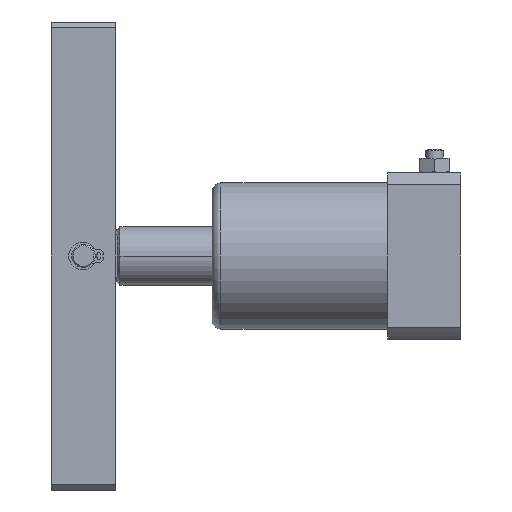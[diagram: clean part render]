
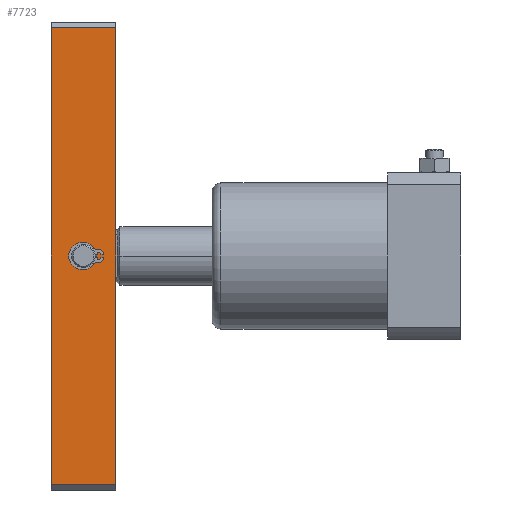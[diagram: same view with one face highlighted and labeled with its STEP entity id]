
A CAD part, left-side view. The second image highlights one B-rep face of the part: STEP entity #7723.
In plain terms, the highlighted face is planar.
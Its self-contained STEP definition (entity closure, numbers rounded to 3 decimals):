
#70 = VERTEX_POINT ( 'NONE', #4204 ) ;
#71 = VERTEX_POINT ( 'NONE', #4225 ) ;
#337 = DIRECTION ( 'NONE',  ( 1., 0., 0. ) ) ;
#500 = CARTESIAN_POINT ( 'NONE',  ( 160., 0., 0. ) ) ;
#958 = ORIENTED_EDGE ( 'NONE', *, *, #6606, .T. ) ;
#959 = ORIENTED_EDGE ( 'NONE', *, *, #6635, .T. ) ;
#960 = ORIENTED_EDGE ( 'NONE', *, *, #6629, .F. ) ;
#961 = ORIENTED_EDGE ( 'NONE', *, *, #6712, .T. ) ;
#962 = ORIENTED_EDGE ( 'NONE', *, *, #3857, .T. ) ;
#963 = ORIENTED_EDGE ( 'NONE', *, *, #6711, .T. ) ;
#2500 = LINE ( 'NONE', #500, #2502 ) ;
#2502 = VECTOR ( 'NONE', #337, 1000. ) ;
#3012 = CIRCLE ( 'NONE', #5148, 4.5 ) ;
#3048 = LINE ( 'NONE', #6962, #3050 ) ;
#3050 = VECTOR ( 'NONE', #6957, 1000. ) ;
#3058 = CIRCLE ( 'NONE', #5156, 4.5 ) ;
#3523 = LINE ( 'NONE', #7245, #3525 ) ;
#3524 = LINE ( 'NONE', #7255, #3527 ) ;
#3525 = VECTOR ( 'NONE', #7246, 1000. ) ;
#3527 = VECTOR ( 'NONE', #7256, 1000. ) ;
#3670 = FACE_BOUND ( 'NONE', #5706, .T. ) ;
#3675 = FACE_OUTER_BOUND ( 'NONE', #5707, .T. ) ;
#3857 = EDGE_CURVE ( 'NONE', #7662, #7665, #2500, .T. ) ;
#4204 = CARTESIAN_POINT ( 'NONE',  ( 84.5, 11., 0. ) ) ;
#4225 = CARTESIAN_POINT ( 'NONE',  ( 75.5, 11., 0. ) ) ;
#4458 = CARTESIAN_POINT ( 'NONE',  ( 2., 22., 0. ) ) ;
#4462 = CARTESIAN_POINT ( 'NONE',  ( 158., 22., 0. ) ) ;
#4470 = CARTESIAN_POINT ( 'NONE',  ( 2., 0., 0. ) ) ;
#4473 = CARTESIAN_POINT ( 'NONE',  ( 158., 0., 0. ) ) ;
#4609 = CARTESIAN_POINT ( 'NONE',  ( 160., 22., 0. ) ) ;
#4610 = PLANE ( 'NONE',  #5240 ) ;
#4615 = DIRECTION ( 'NONE',  ( 0., 0., -1. ) ) ;
#4616 = DIRECTION ( 'NONE',  ( -1., 0., 0. ) ) ;
#5148 = AXIS2_PLACEMENT_3D ( 'NONE', #6879, #6880, #6881 ) ;
#5156 = AXIS2_PLACEMENT_3D ( 'NONE', #6996, #6998, #7000 ) ;
#5240 = AXIS2_PLACEMENT_3D ( 'NONE', #4609, #4615, #4616 ) ;
#5706 = EDGE_LOOP ( 'NONE', ( #958, #959 ) ) ;
#5707 = EDGE_LOOP ( 'NONE', ( #960, #961, #962, #963 ) ) ;
#6606 = EDGE_CURVE ( 'NONE', #70, #71, #3012, .T. ) ;
#6629 = EDGE_CURVE ( 'NONE', #7651, #7652, #3048, .T. ) ;
#6635 = EDGE_CURVE ( 'NONE', #71, #70, #3058, .T. ) ;
#6711 = EDGE_CURVE ( 'NONE', #7665, #7652, #3523, .T. ) ;
#6712 = EDGE_CURVE ( 'NONE', #7651, #7662, #3524, .T. ) ;
#6879 = CARTESIAN_POINT ( 'NONE',  ( 80., 11., 0. ) ) ;
#6880 = DIRECTION ( 'NONE',  ( 0., 0., -1. ) ) ;
#6881 = DIRECTION ( 'NONE',  ( -1., 0., 0. ) ) ;
#6957 = DIRECTION ( 'NONE',  ( 1., 0., 0. ) ) ;
#6962 = CARTESIAN_POINT ( 'NONE',  ( 160., 22., 0. ) ) ;
#6996 = CARTESIAN_POINT ( 'NONE',  ( 80., 11., 0. ) ) ;
#6998 = DIRECTION ( 'NONE',  ( 0., 0., -1. ) ) ;
#7000 = DIRECTION ( 'NONE',  ( -1., 0., 0. ) ) ;
#7245 = CARTESIAN_POINT ( 'NONE',  ( 158., 22., 0. ) ) ;
#7246 = DIRECTION ( 'NONE',  ( 0., 1., 0. ) ) ;
#7255 = CARTESIAN_POINT ( 'NONE',  ( 2., 22., 0. ) ) ;
#7256 = DIRECTION ( 'NONE',  ( 0., -1., 0. ) ) ;
#7651 = VERTEX_POINT ( 'NONE', #4458 ) ;
#7652 = VERTEX_POINT ( 'NONE', #4462 ) ;
#7662 = VERTEX_POINT ( 'NONE', #4470 ) ;
#7665 = VERTEX_POINT ( 'NONE', #4473 ) ;
#7723 = ADVANCED_FACE ( 'NONE', ( #3670, #3675 ), #4610, .F. ) ;
